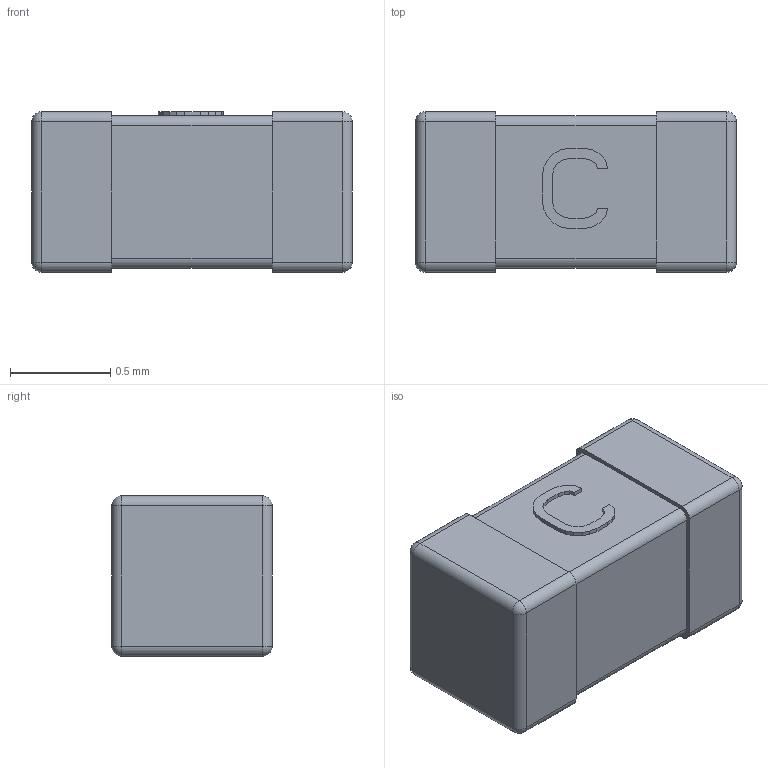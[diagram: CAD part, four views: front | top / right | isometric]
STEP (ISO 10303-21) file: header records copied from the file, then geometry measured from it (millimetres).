
FILE_DESCRIPTION((''),'2;1');
FILE_NAME('SMD_0603_CAPC1608X80N','2012-05-04T',('HAN'),(''),'PRO/ENGINEER BY PARAMETRIC TECHNOLOGY CORPORATION, 2010280','PRO/ENGINEER BY PARAMETRIC TECHNOLOGY CORPORATION, 2010280','');
FILE_SCHEMA(('AUTOMOTIVE_DESIGN_CC2 { 1 2 10303 214 -1 1 5 2 }'));
Length unit declared in the file: millimetre
Products named in the file (1): SMD_0603_CAPC1608X80N
Bounding box: 1.6 x 0.8 x 0.8 mm (x, y, z)
Volume: 1 mm3; surface area: 6.2 mm2
Topology: 1 solids, 1 shells, 85 faces, 216 edges, 136 vertices
Faces by surface type: plane 57, cylinder 20, sphere 8
Entity records: 2948 total; most frequent: CARTESIAN_POINT 437, ORIENTED_EDGE 432, DIRECTION 426, EDGE_CURVE 216, VECTOR 176, LINE 176, VERTEX_POINT 136, AXIS2_PLACEMENT_3D 125
